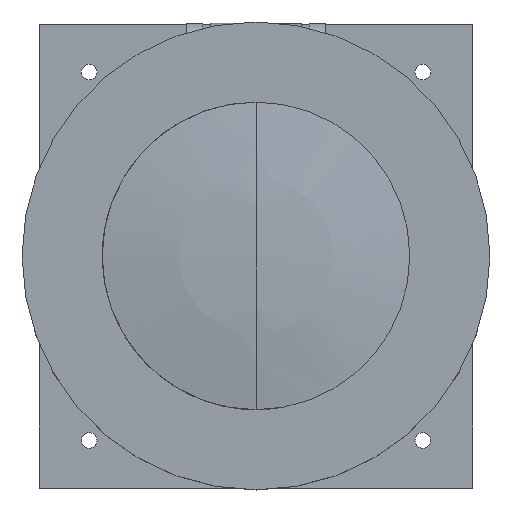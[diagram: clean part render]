
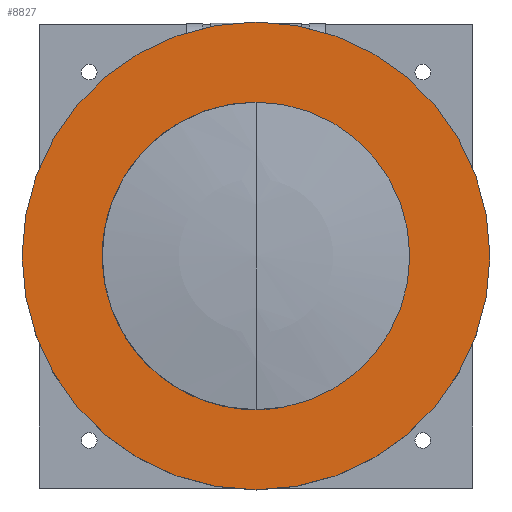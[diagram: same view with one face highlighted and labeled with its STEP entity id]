
A CAD part, top view. The second image highlights one B-rep face of the part: STEP entity #8827.
In plain terms, the highlighted planar face has unit normal (0, 0, 1).
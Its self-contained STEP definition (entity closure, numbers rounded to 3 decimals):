
#8001=CARTESIAN_POINT('',(50.,53.5,56.5));
#8002=DIRECTION('',(0.,0.,-1.));
#8003=DIRECTION('',(0.,-1.,0.));
#8004=AXIS2_PLACEMENT_3D('',#8001,#8002,#8003);
#8006=CARTESIAN_POINT('',(50.,53.5,56.5));
#8007=DIRECTION('',(0.,0.,-1.));
#8008=DIRECTION('',(0.,1.,0.));
#8009=AXIS2_PLACEMENT_3D('',#8006,#8007,#8008);
#8011=CARTESIAN_POINT('',(50.,53.5,56.5));
#8012=DIRECTION('',(0.,0.,1.));
#8013=DIRECTION('',(0.,-1.,0.));
#8014=AXIS2_PLACEMENT_3D('',#8011,#8012,#8013);
#8016=CARTESIAN_POINT('',(50.,53.5,56.5));
#8017=DIRECTION('',(0.,0.,1.));
#8018=DIRECTION('',(0.,1.,0.));
#8019=AXIS2_PLACEMENT_3D('',#8016,#8017,#8018);
#8619=CARTESIAN_POINT('',(50.,107.5,56.5));
#8620=VERTEX_POINT('',#8619);
#8621=CARTESIAN_POINT('',(50.,-0.5,56.5));
#8622=VERTEX_POINT('',#8621);
#8623=CARTESIAN_POINT('',(50.,18.675,56.5));
#8624=CARTESIAN_POINT('',(50.,88.325,56.5));
#8625=VERTEX_POINT('',#8623);
#8626=VERTEX_POINT('',#8624);
#8812=CARTESIAN_POINT('',(50.,53.5,56.5));
#8813=DIRECTION('',(0.,0.,1.));
#8814=DIRECTION('',(0.,-1.,0.));
#8815=AXIS2_PLACEMENT_3D('',#8812,#8813,#8814);
#8816=PLANE('',#8815);
#8818=ORIENTED_EDGE('',*,*,#8817,.T.);
#8820=ORIENTED_EDGE('',*,*,#8819,.T.);
#8821=EDGE_LOOP('',(#8818,#8820));
#8822=FACE_OUTER_BOUND('',#8821,.F.);
#8823=ORIENTED_EDGE('',*,*,#8806,.T.);
#8824=ORIENTED_EDGE('',*,*,#8792,.T.);
#8825=EDGE_LOOP('',(#8823,#8824));
#8826=FACE_BOUND('',#8825,.F.);
#8005=CIRCLE('',#8004,54.);
#8010=CIRCLE('',#8009,54.);
#8015=CIRCLE('',#8014,34.825);
#8020=CIRCLE('',#8019,34.825);
#8792=EDGE_CURVE('',#8626,#8625,#8020,.T.);
#8806=EDGE_CURVE('',#8625,#8626,#8015,.T.);
#8817=EDGE_CURVE('',#8622,#8620,#8005,.T.);
#8819=EDGE_CURVE('',#8620,#8622,#8010,.T.);
#8827=ADVANCED_FACE('',(#8822,#8826),#8816,.T.);
